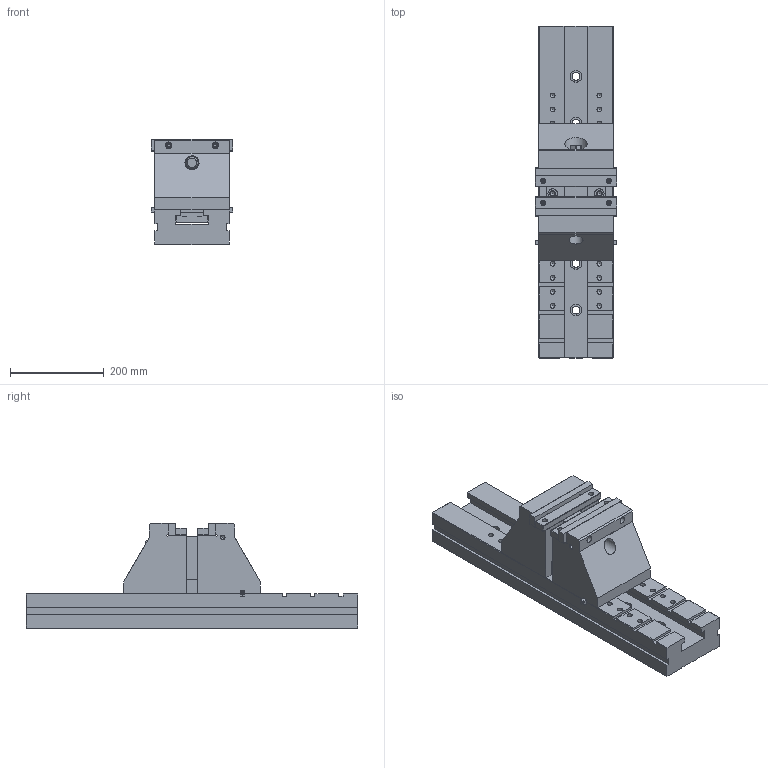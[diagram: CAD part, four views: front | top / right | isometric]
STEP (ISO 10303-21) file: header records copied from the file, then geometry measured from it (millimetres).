
FILE_DESCRIPTION(/* description */ (''),/* implementation_level */ '2;1');
FILE_NAME(/* name */ '25_175L_Mordaza.stp',/* time_stamp */ '2017-04-17T11:52:41+02:00',/* author */ (''),/* organization */ (''),/* preprocessor_version */ 'ST-DEVELOPER v15',/* originating_system */ 'SIEMENS PLM Software NX 9.0',/* authorisation */ '');
FILE_SCHEMA (('CONFIG_CONTROL_DESIGN'));
Length unit declared in the file: millimetre
Products named in the file (1): 25_175L_Mordaza
Bounding box: 175 x 710 x 225 mm (x, y, z)
Volume: 12044185.8 mm3; surface area: 984380.7 mm2
Topology: 30 solids, 30 shells, 666 faces, 1704 edges, 1121 vertices
Faces by surface type: plane 387, cylinder 168, cone 93, sphere 12, torus 6
Full cylindrical faces by diameter (mm): 2 x2, 5 x6, 5.188 x1, 6.5 x4, 6.8 x4, 8.5 x6, 10.3 x40, 10.5 x4, 11 x4, 12.5 x16, 13 x2, 14 x4, 16 x5, 17 x4, 19 x12, 20 x6, 20.4 x1, 21.25 x1, 24.7 x1, 25 x4, 26 x3, 26.5 x1, 30 x7, 33.8 x1, 34 x2, 42 x1, 44 x1, 45 x1, 47 x2, 47.05 x1
Entity records: 17710 total; most frequent: CARTESIAN_POINT 2997, DIRECTION 2986, ORIENTED_EDGE 2550, EDGE_CURVE 1275, AXIS2_PLACEMENT_3D 1051, EDGE_LOOP 1034, VERTEX_POINT 1016, LINE 884
